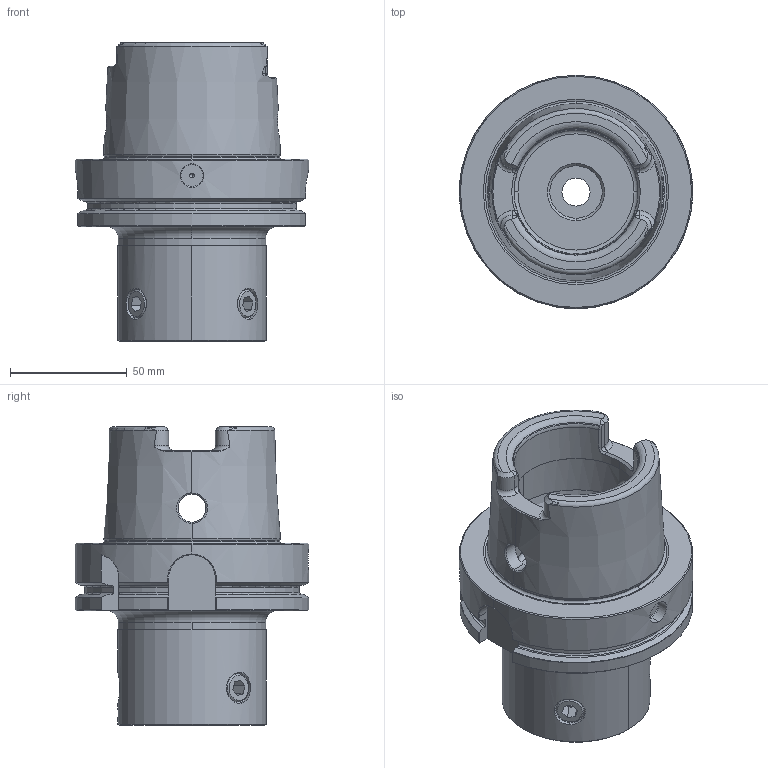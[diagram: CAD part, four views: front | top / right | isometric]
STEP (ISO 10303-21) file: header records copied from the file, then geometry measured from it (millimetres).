
FILE_DESCRIPTION(('no description'),'unknown implementation level');
FILE_NAME('3F288CDA-A07A-420C-8483-71BCC62F45E9_export.stp',' ',('CIMSOURCE GmbH'),('CADClick - KiM GmbH - www.kimweb.de'),'unknown preprocess','ACIS','unknown authorization');
FILE_SCHEMA(('automotive_design'));
Length unit declared in the file: millimetre
Products named in the file (4): 324.561N Kaiser HSK-A100 X CKN6 X 115|324.561N Kaiser HSK-A100 X CKN6 X 115_Standard;NONE; 324.561N Kaiser HSK-A100 X CKN6 X 115|690.436 Kaiser ETL M12 X 18 CK6_Standard;NONE
Bounding box: 99.93 x 99.93 x 127.9 mm (x, y, z)
Volume: 362941.3 mm3; surface area: 67425.7 mm2
Topology: 4 solids, 4 shells, 340 faces, 863 edges, 523 vertices
Faces by surface type: cone 105, plane 105, cylinder 80, torus 34, bspline 16
Entity records: 23118 total; most frequent: CARTESIAN_POINT 5576, STYLED_ITEM 1720, PRESENTATION_STYLE_ASSIGNMENT 1720, COLOUR_RGB 1720, ORIENTED_EDGE 1706, DIRECTION 1604, EDGE_CURVE 853, CURVE_STYLE 853
